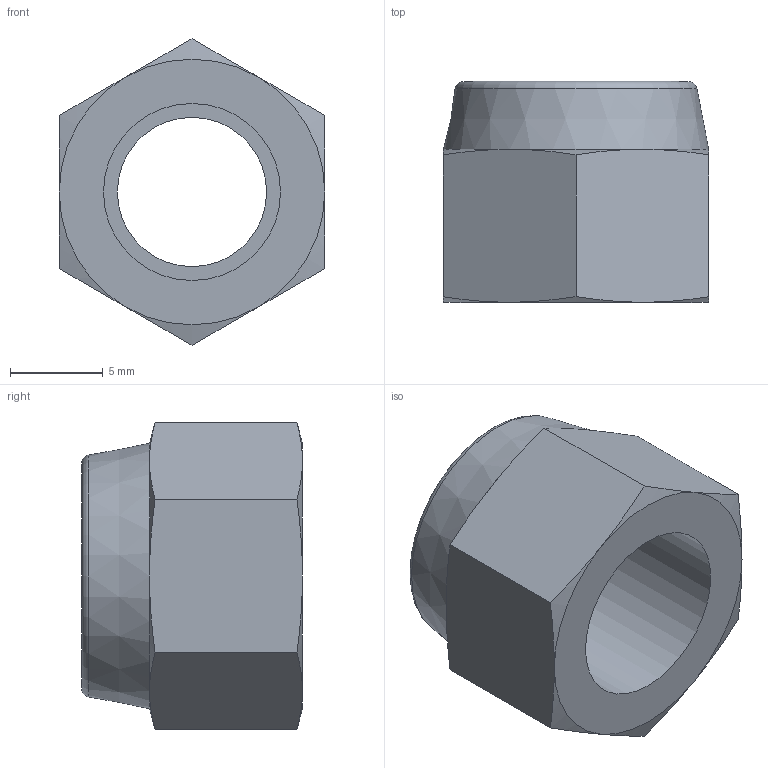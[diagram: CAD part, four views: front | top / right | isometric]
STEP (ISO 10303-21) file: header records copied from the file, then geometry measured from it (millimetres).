
FILE_DESCRIPTION(/* description */ ('3/8 Std NC Nylock Nut'),/* implementation_level */ '2;1');
FILE_NAME(/* name */ 'DBK_Nylock_375_16_am-1054.ipt.step',/* time_stamp */ '2014-01-07T10:56:08-08:00',/* author */ ('Autodesk Inc.'),/* organization */ ('Autodesk Inc.'),/* preprocessor_version */ 'ST-DEVELOPER v15.2',/* originating_system */ 'Autodesk Inventor 2014',/* authorisation */ '');
FILE_SCHEMA (('AUTOMOTIVE_DESIGN { 1 0 10303 214 3 1 1 }'));
Length unit declared in the file: inch
Products named in the file (1): DBK_Nylock_375_16_am-1054
Bounding box: 14.29 x 11.89 x 16.5 mm (x, y, z)
Volume: 1185.1 mm3; surface area: 1110.1 mm2
Topology: 1 solids, 1 shells, 25 faces, 52 edges, 30 vertices
Faces by surface type: cone 13, plane 9, cylinder 2, torus 1
Full cylindrical faces by diameter (mm): 8.026 x1, 9.525 x1
Entity records: 673 total; most frequent: CARTESIAN_POINT 152, ORIENTED_EDGE 96, DIRECTION 94, EDGE_CURVE 48, AXIS2_PLACEMENT_3D 44, EDGE_LOOP 32, VERTEX_POINT 30, STYLED_ITEM 25
